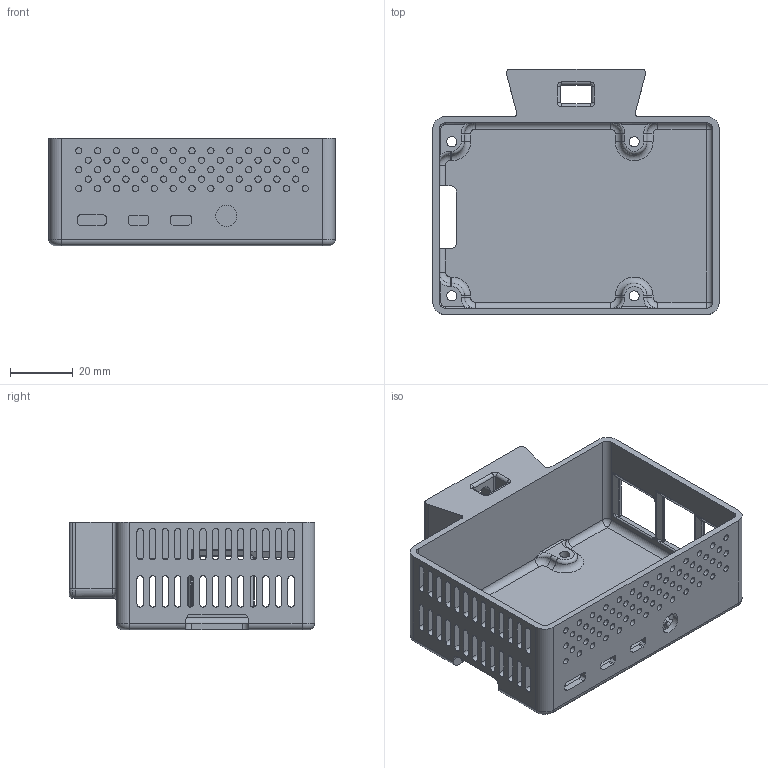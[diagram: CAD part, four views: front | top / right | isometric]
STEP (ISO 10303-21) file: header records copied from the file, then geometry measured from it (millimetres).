
FILE_DESCRIPTION(('CATIA V5 STEP','CAx-IF Rec.Pracs.--- Model Styling and Organization---1.2---2011-12-15','CAx-IF Rec.Pracs.---3D Tessellated Data Validation Properties---0.3---2012-01-09'),'2;1');
FILE_NAME('Carter RPI4.stp','2020-09-05T21:34:11+00:00',('none'),('none'),'Version 5-6 Release 2013','CATIA V5 STEP AP242','none');
FILE_SCHEMA(('AP242_MANAGED_MODEL_BASED_3D_ENGINEERING_MIM_LF { 1 0 10303 442 20111014 1 4}'));
Length unit declared in the file: millimetre
Products named in the file (1): Carter RPI4
Bounding box: 91 x 78 x 34.2 mm (x, y, z)
Volume: 39759.4 mm3; surface area: 32386.7 mm2
Topology: 1 solids, 1 shells, 546 faces, 1486 edges, 927 vertices
Faces by surface type: cylinder 321, plane 124, torus 52, bspline 35, cone 10, sphere 4
Entity records: 19769 total; most frequent: CARTESIAN_POINT 6774, ORIENTED_EDGE 2944, DIRECTION 2034, EDGE_CURVE 1472, VERTEX_POINT 927, AXIS2_PLACEMENT_3D 921, EDGE_LOOP 751, VECTOR 689
